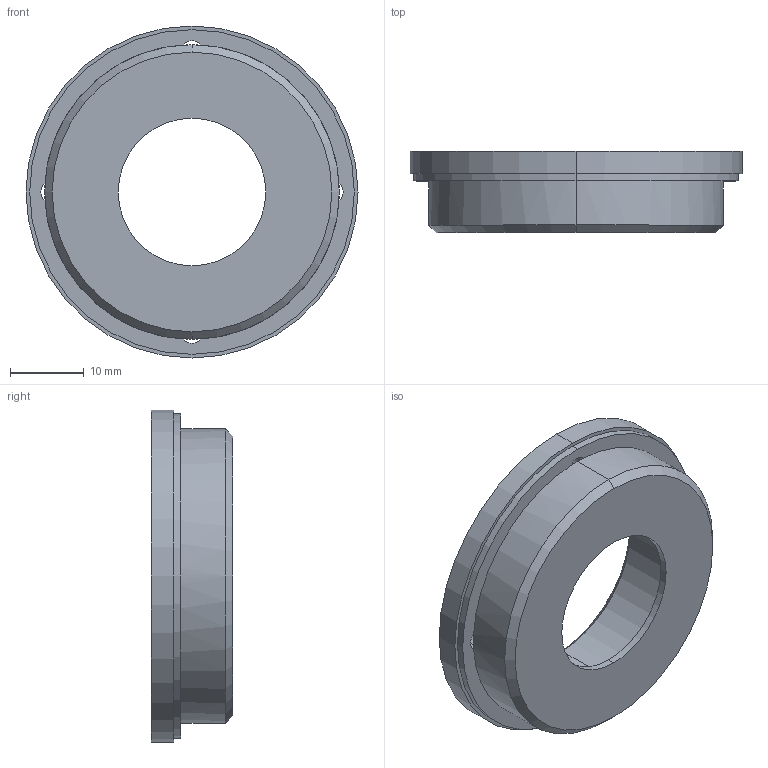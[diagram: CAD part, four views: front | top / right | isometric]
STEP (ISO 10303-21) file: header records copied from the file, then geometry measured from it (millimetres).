
FILE_DESCRIPTION (( 'STEP AP214' ), '1' );
FILE_NAME ('bottom carrier.STEP', '2024-11-07T17:17:14', ( '' ), ( '' ), 'SwSTEP 2.0', 'SolidWorks 2023', '' );
FILE_SCHEMA (( 'AUTOMOTIVE_DESIGN' ));
Length unit declared in the file: millimetre
Products named in the file (1): bottom carrier
Bounding box: 45 x 11 x 45 mm (x, y, z)
Volume: 9163.2 mm3; surface area: 4897.1 mm2
Topology: 1 solids, 1 shells, 31 faces, 78 edges, 48 vertices
Faces by surface type: cylinder 18, plane 9, cone 4
Entity records: 995 total; most frequent: DIRECTION 198, CARTESIAN_POINT 158, ORIENTED_EDGE 156, AXIS2_PLACEMENT_3D 88, EDGE_CURVE 78, CIRCLE 56, VERTEX_POINT 48, EDGE_LOOP 40
